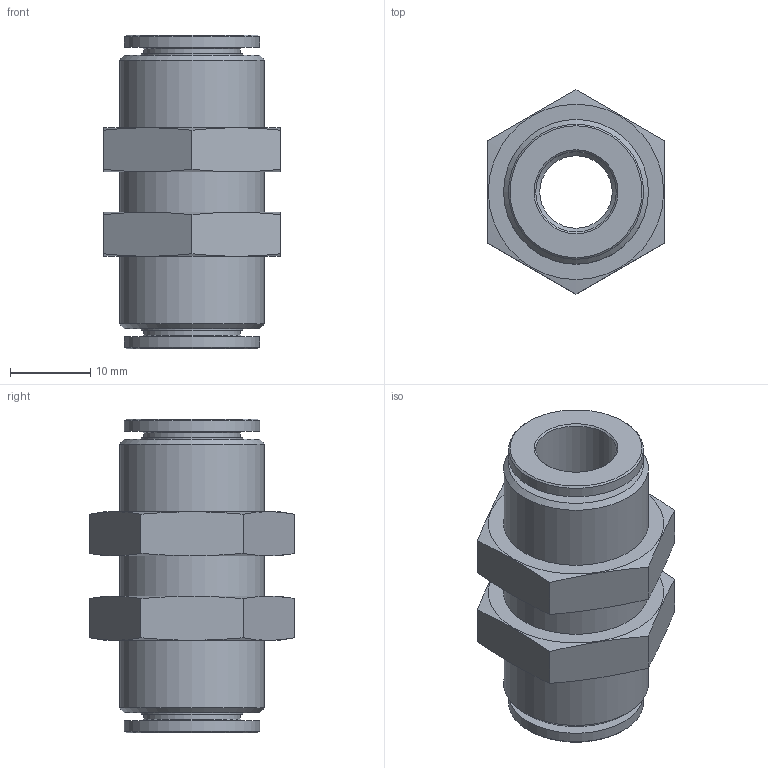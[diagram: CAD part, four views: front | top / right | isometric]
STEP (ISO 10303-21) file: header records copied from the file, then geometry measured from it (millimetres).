
FILE_DESCRIPTION(/* description */ ('STEP AP214'),/* implementation_level */ '2;1');
FILE_NAME(/* name */ '578302_NPQH-H-Q10-E-P10',/* time_stamp */ '2024-09-13T05:15:17+02:00',/* author */ ('License CC BY-ND 4.0'),/* organization */ ('CADENAS'),/* preprocessor_version */ 'ST-DEVELOPER v19.3',/* originating_system */ 'PARTsolutions',/* authorisation */ ' ');
FILE_SCHEMA (('AUTOMOTIVE_DESIGN {1 0 10303 214 3 1 1}'));
Length unit declared in the file: millimetre
Products named in the file (3): 578302 NPQH-H-Q10-E-P10; 578302 NPQH-H-Q10-E-P10_p; Flachmutter M18x1-5.5-22
Assembly tree (3 placements, depth 2):
  578302 NPQH-H-Q10-E-P10
    578302 NPQH-H-Q10-E-P10_p
    Flachmutter M18x1-5.5-22  x2
Bounding box: 22 x 25.4 x 39 mm (x, y, z)
Volume: 8579.3 mm3; surface area: 6204.9 mm2
Topology: 3 solids, 3 shells, 54 faces, 110 edges, 68 vertices
Faces by surface type: plane 24, cone 18, cylinder 12
Full cylindrical faces by diameter (mm): 9 x1, 10 x2, 12 x2, 12.6 x2, 16.8 x2, 16.917 x2, 18 x1
Entity records: 1008 total; most frequent: CARTESIAN_POINT 191, DIRECTION 164, ORIENTED_EDGE 104, AXIS2_PLACEMENT_3D 79, EDGE_LOOP 76, FACE_BOUND 76, EDGE_CURVE 52, VERTEX_POINT 46
